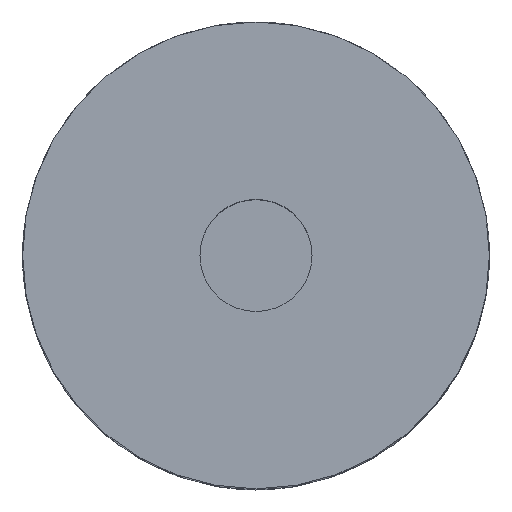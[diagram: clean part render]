
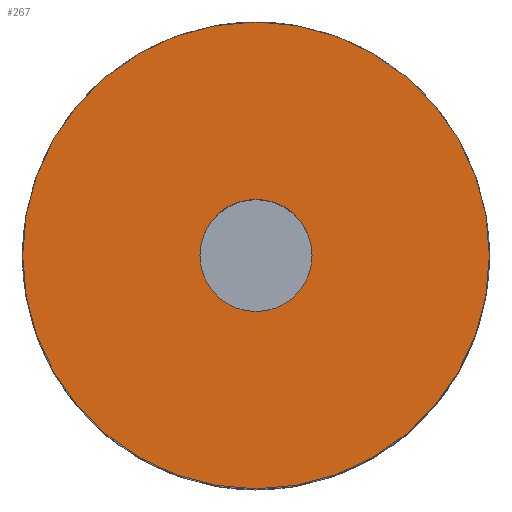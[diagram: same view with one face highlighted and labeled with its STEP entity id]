
A CAD part, top view. The second image highlights one B-rep face of the part: STEP entity #267.
In plain terms, the highlighted planar face has unit normal (0, 0, 1).
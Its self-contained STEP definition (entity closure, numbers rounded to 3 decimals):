
#267=ADVANCED_FACE('',(#586,#587),#588,.T.);
#586=FACE_BOUND('',#880,.T.);
#587=FACE_OUTER_BOUND('',#881,.T.);
#588=PLANE('',#882);
#880=EDGE_LOOP('',(#1356,#1357));
#881=EDGE_LOOP('',(#1358,#1359));
#882=AXIS2_PLACEMENT_3D('',#1360,#1361,#1362);
#1356=ORIENTED_EDGE('',*,*,#2225,.T.);
#1357=ORIENTED_EDGE('',*,*,#2196,.T.);
#1358=ORIENTED_EDGE('',*,*,#2179,.T.);
#1359=ORIENTED_EDGE('',*,*,#2239,.T.);
#1360=CARTESIAN_POINT('',(0.0,0.0,24.0));
#1361=DIRECTION('',(0.0,0.0,1.0));
#1362=DIRECTION('',(1.0,0.0,0.0));
#2179=EDGE_CURVE('',#2563,#2561,#2564,.T.);
#2196=EDGE_CURVE('',#2596,#2594,#2597,.T.);
#2225=EDGE_CURVE('',#2594,#2596,#2643,.T.);
#2239=EDGE_CURVE('',#2561,#2563,#2663,.T.);
#2561=VERTEX_POINT('',#3120);
#2563=VERTEX_POINT('',#3123);
#2564=CIRCLE('',#3124,16.65);
#2594=VERTEX_POINT('',#3244);
#2596=VERTEX_POINT('',#3247);
#2597=CIRCLE('',#3248,4.0);
#2643=CIRCLE('',#3377,4.0);
#2663=CIRCLE('',#3401,16.65);
#3120=CARTESIAN_POINT('',(-16.65,0.,24.0));
#3123=CARTESIAN_POINT('',(16.65,0.0,24.0));
#3124=AXIS2_PLACEMENT_3D('',#4347,#4348,#4349);
#3244=CARTESIAN_POINT('',(0.,-4.0,24.0));
#3247=CARTESIAN_POINT('',(0.,4.0,24.0));
#3248=AXIS2_PLACEMENT_3D('',#4372,#4373,#4374);
#3377=AXIS2_PLACEMENT_3D('',#4418,#4419,#4420);
#3401=AXIS2_PLACEMENT_3D('',#4452,#4453,#4454);
#4347=CARTESIAN_POINT('',(0.0,0.0,24.0));
#4348=DIRECTION('',(0.0,0.0,1.0));
#4349=DIRECTION('',(1.0,0.0,0.0));
#4372=CARTESIAN_POINT('',(0.0,0.0,24.0));
#4373=DIRECTION('',(0.0,0.0,-1.0));
#4374=DIRECTION('',(0.0,1.0,0.0));
#4418=CARTESIAN_POINT('',(0.0,0.0,24.0));
#4419=DIRECTION('',(0.0,0.0,-1.0));
#4420=DIRECTION('',(0.0,1.0,0.0));
#4452=CARTESIAN_POINT('',(0.0,0.0,24.0));
#4453=DIRECTION('',(0.0,0.0,1.0));
#4454=DIRECTION('',(1.0,0.0,0.0));
